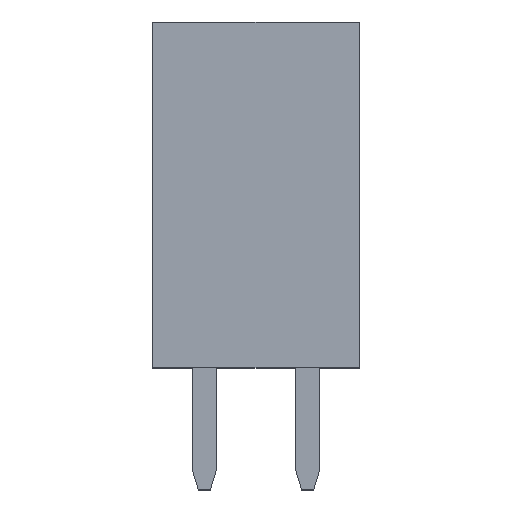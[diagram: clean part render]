
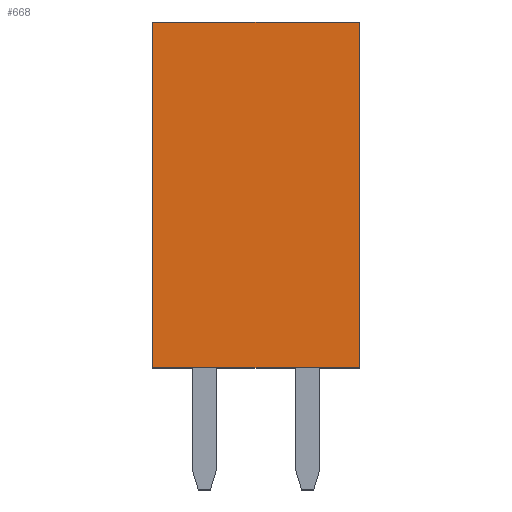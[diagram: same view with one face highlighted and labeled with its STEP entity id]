
A CAD part, top view. The second image highlights one B-rep face of the part: STEP entity #668.
In plain terms, the highlighted planar face has unit normal (0, 0, 1).
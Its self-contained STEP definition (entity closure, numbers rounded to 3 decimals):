
#35 = CARTESIAN_POINT ( 'NONE',  ( 2.54, 7.75, 0. ) ) ;
#46 = LINE ( 'NONE', #675, #866 ) ;
#51 = CARTESIAN_POINT ( 'NONE',  ( 5.08, 7.75, 0. ) ) ;
#157 = DIRECTION ( 'NONE',  ( 0., 0., 1. ) ) ;
#194 = VECTOR ( 'NONE', #2383, 1000. ) ;
#202 = LINE ( 'NONE', #35, #525 ) ;
#348 = VERTEX_POINT ( 'NONE', #2071 ) ;
#519 = EDGE_CURVE ( 'NONE', #1389, #1874, #202, .T. ) ;
#525 = VECTOR ( 'NONE', #839, 1000. ) ;
#557 = FACE_OUTER_BOUND ( 'NONE', #1374, .T. ) ;
#668 = ADVANCED_FACE ( 'NONE', ( #557 ), #959, .T. ) ;
#675 = CARTESIAN_POINT ( 'NONE',  ( 0., 0., 0. ) ) ;
#696 = ORIENTED_EDGE ( 'NONE', *, *, #1202, .F. ) ;
#764 = DIRECTION ( 'NONE',  ( 1., 0., 0. ) ) ;
#839 = DIRECTION ( 'NONE',  ( 1., 0., 0. ) ) ;
#866 = VECTOR ( 'NONE', #1052, 1000. ) ;
#959 = PLANE ( 'NONE',  #1641 ) ;
#983 = DIRECTION ( 'NONE',  ( 1., 0., 0. ) ) ;
#1052 = DIRECTION ( 'NONE',  ( 0., 1., 0. ) ) ;
#1152 = EDGE_CURVE ( 'NONE', #1874, #348, #1604, .T. ) ;
#1202 = EDGE_CURVE ( 'NONE', #1861, #1389, #46, .T. ) ;
#1374 = EDGE_LOOP ( 'NONE', ( #696, #1985, #1995, #1621 ) ) ;
#1389 = VERTEX_POINT ( 'NONE', #2350 ) ;
#1478 = CARTESIAN_POINT ( 'NONE',  ( 0., -0.75, 0. ) ) ;
#1604 = LINE ( 'NONE', #1953, #194 ) ;
#1621 = ORIENTED_EDGE ( 'NONE', *, *, #519, .F. ) ;
#1641 = AXIS2_PLACEMENT_3D ( 'NONE', #2304, #157, #983 ) ;
#1738 = EDGE_CURVE ( 'NONE', #1861, #348, #1960, .T. ) ;
#1861 = VERTEX_POINT ( 'NONE', #2007 ) ;
#1874 = VERTEX_POINT ( 'NONE', #51 ) ;
#1953 = CARTESIAN_POINT ( 'NONE',  ( 5.08, 0., 0. ) ) ;
#1960 = LINE ( 'NONE', #1478, #1974 ) ;
#1974 = VECTOR ( 'NONE', #764, 1000. ) ;
#1985 = ORIENTED_EDGE ( 'NONE', *, *, #1738, .T. ) ;
#1995 = ORIENTED_EDGE ( 'NONE', *, *, #1152, .F. ) ;
#2007 = CARTESIAN_POINT ( 'NONE',  ( 0., -0.75, 0. ) ) ;
#2071 = CARTESIAN_POINT ( 'NONE',  ( 5.08, -0.75, 0. ) ) ;
#2304 = CARTESIAN_POINT ( 'NONE',  ( 0., 0., 0. ) ) ;
#2350 = CARTESIAN_POINT ( 'NONE',  ( 0., 7.75, 0. ) ) ;
#2383 = DIRECTION ( 'NONE',  ( 0., -1., 0. ) ) ;
